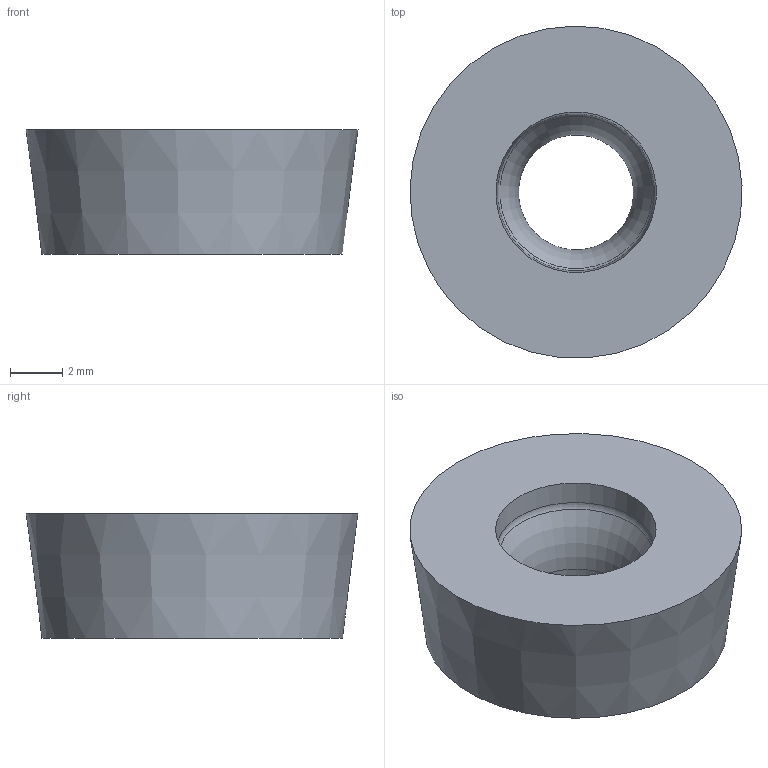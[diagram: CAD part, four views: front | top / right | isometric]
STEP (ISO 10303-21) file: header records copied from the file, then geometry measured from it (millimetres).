
FILE_DESCRIPTION(/* description */ (''),/* implementation_level */ '2;1');
FILE_NAME(/* name */ 'RCMT120400.stp',/* time_stamp */ '2017-03-21T10:54:12',/* author */ ('Sandvik Coromant R&D'),/* organization */ ('Sandvik Machining Solutions'),/* preprocessor_version */ 'ST-DEVELOPER v15',/* originating_system */ 'SIEMENS PLM Software NX v8.5.3.3(64 bits)',/* authorization */ '');
FILE_SCHEMA(('AUTOMOTIVE_DESIGN'));
Length unit declared in the file: millimetre
Products named in the file (1): IsoTurningInsert
Bounding box: 12.69 x 12.68 x 4.76 mm (x, y, z)
Volume: 453.8 mm3; surface area: 446.7 mm2
Topology: 1 solids, 1 shells, 7 faces, 16 edges, 11 vertices
Faces by surface type: plane 2, cone 2, torus 2, cylinder 1
Full cylindrical faces by diameter (mm): 4.4 x1
Entity records: 275 total; most frequent: CARTESIAN_POINT 93, DIRECTION 34, AXIS2_PLACEMENT_3D 17, FACE_BOUND 14, EDGE_LOOP 14, ORIENTED_EDGE 14, ADVANCED_FACE 7, VERTEX_POINT 7
